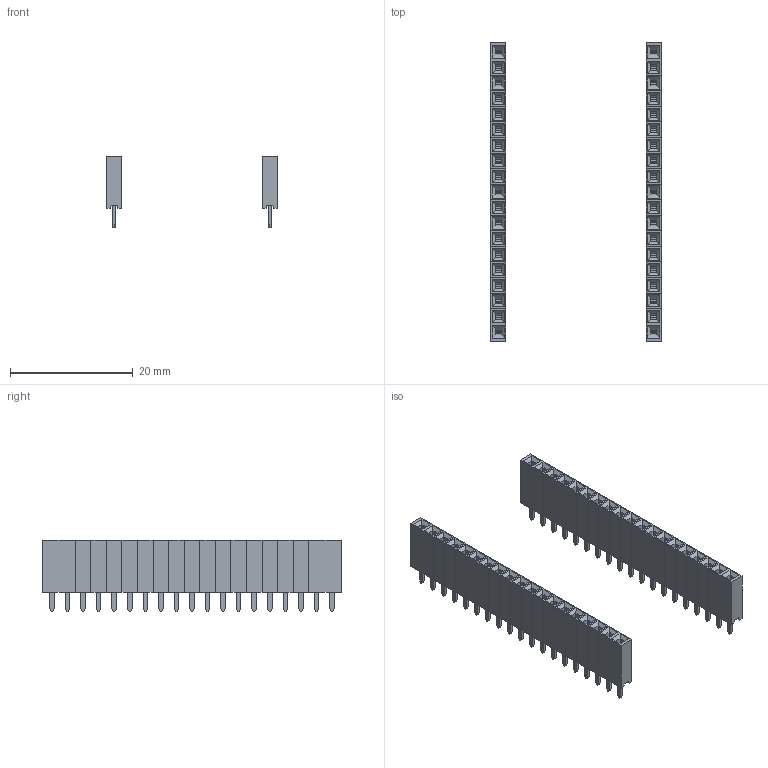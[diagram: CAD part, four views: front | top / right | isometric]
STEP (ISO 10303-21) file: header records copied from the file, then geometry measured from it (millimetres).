
FILE_DESCRIPTION(('FreeCAD Model'),'2;1');
FILE_NAME( 'esp32_devkitc_header.step', '2017-09-23T15:08:47',('Author'),(''), 'Open CASCADE STEP processor 6.8','FreeCAD','Unknown');
FILE_SCHEMA(('AUTOMOTIVE_DESIGN_CC2 { 1 2 10303 214 -1 1 5 4 }'));
Length unit declared in the file: millimetre
Products named in the file (18): ASSEMBLY; hdrf-1x19t_2.54_49x031; hdrf-1x19t_2.54_49x021; hdrf-1x19t_2.54_49x022; hdrf-1x19t_2.54_49x023; hdrf-1x19t_2.54_49x024; hdrf-1x19t_2.54_49x025; hdrf-1x19t_2.54_49x026; hdrf-1x19t_2.54_49x027; hdrf-1x19t_2.54_49x028; hdrf-1x19t_2.54_49x029; hdrf-1x19t_2.54_49x030; hdrf-1x19t_2.54_49x032; hdrf-1x19t_2.54_49x033; hdrf-1x19t_2.54_49x034; hdrf-1x19t_2.54_49x035; hdrf-1x19t_2.54_49x020; hdrf-1x19t_2.54_49x036
Assembly tree (34 placements, depth 2):
  ASSEMBLY
    hdrf-1x19t_2.54_49x031  x2
    hdrf-1x19t_2.54_49x021  x2
    hdrf-1x19t_2.54_49x022  x2
    hdrf-1x19t_2.54_49x023  x2
    hdrf-1x19t_2.54_49x024  x2
    hdrf-1x19t_2.54_49x025  x2
    hdrf-1x19t_2.54_49x026  x2
    hdrf-1x19t_2.54_49x027  x2
    hdrf-1x19t_2.54_49x028  x2
    hdrf-1x19t_2.54_49x029  x2
    hdrf-1x19t_2.54_49x030  x2
    hdrf-1x19t_2.54_49x032  x2
    hdrf-1x19t_2.54_49x033  x2
    hdrf-1x19t_2.54_49x034  x2
    hdrf-1x19t_2.54_49x035  x2
    hdrf-1x19t_2.54_49x020  x2
    hdrf-1x19t_2.54_49x036  x2
Bounding box: 27.9 x 48.76 x 11.7 mm (x, y, z)
Volume: 1845.1 mm3; surface area: 4734.3 mm2
Topology: 34 solids, 34 shells, 1252 faces, 3172 edges, 2064 vertices
Faces by surface type: plane 1252
Entity records: 43762 total; most frequent: CARTESIAN_POINT 6451, DIRECTION 6080, LINE 4758, VECTOR 4758, ORIENTED_EDGE 3172, PCURVE 3172, DEFINITIONAL_REPRESENTATION 3172, EDGE_CURVE 1586
